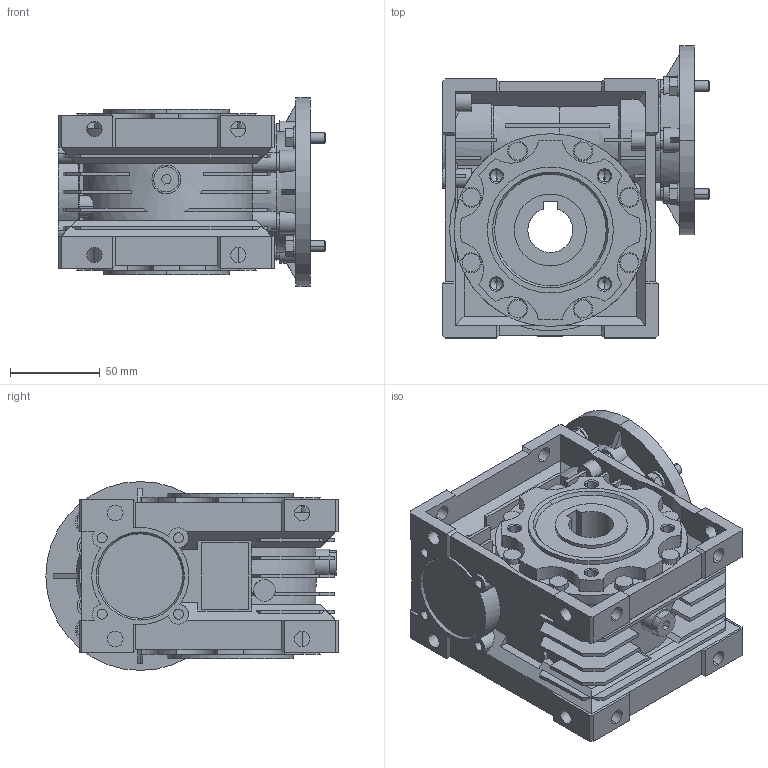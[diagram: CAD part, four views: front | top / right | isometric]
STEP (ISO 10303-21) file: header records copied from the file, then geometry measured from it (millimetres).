
FILE_DESCRIPTION (( 'STEP AP203' ), '1' );
FILE_NAME ('WGA-50M-080-71B14.step', '2025-02-20T17:22:18', ( '' ), ( '' ), 'SwSTEP 2.0', 'SolidWorks 2024', '' );
FILE_SCHEMA (( 'CONFIG_CONTROL_DESIGN' ));
Length unit declared in the file: millimetre
Products named in the file (1): WGA-50M-080-71B14
Bounding box: 148.5 x 162.5 x 105 mm (x, y, z)
Volume: 1065097.5 mm3; surface area: 235209.1 mm2
Topology: 15 solids, 20 shells, 1132 faces, 2951 edges, 1896 vertices
Faces by surface type: plane 615, cylinder 372, cone 137, torus 8
Entity records: 35659 total; most frequent: CARTESIAN_POINT 7589, DIRECTION 5904, ORIENTED_EDGE 5858, EDGE_CURVE 2929, AXIS2_PLACEMENT_3D 2159, VERTEX_POINT 1896, LINE 1586, VECTOR 1586
